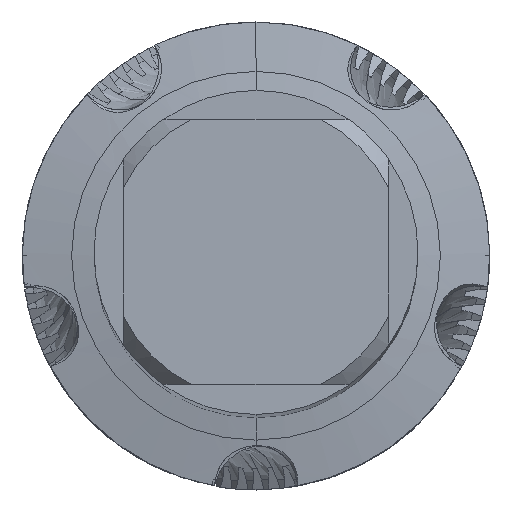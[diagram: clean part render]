
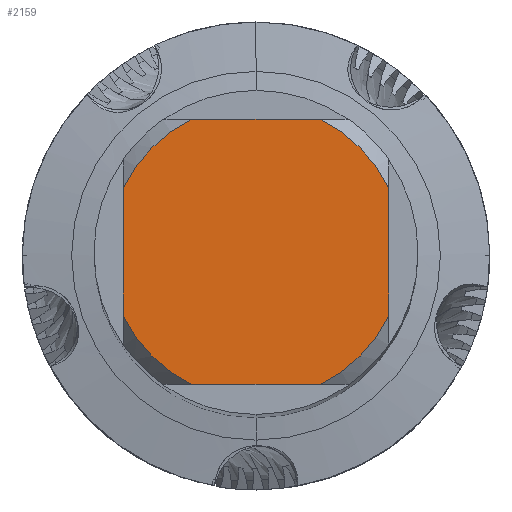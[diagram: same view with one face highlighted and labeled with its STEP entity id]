
A CAD part, top view. The second image highlights one B-rep face of the part: STEP entity #2159.
In plain terms, the highlighted planar face has unit normal (0, 0, 1).
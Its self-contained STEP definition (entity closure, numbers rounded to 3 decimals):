
#2159=ADVANCED_FACE('',(#6167),#6168,.T.);
#2503=EDGE_CURVE('',#4505,#3751,#6535,.T.);
#2577=EDGE_CURVE('',#4129,#2687,#6617,.T.);
#2687=VERTEX_POINT('',#6735);
#2701=EDGE_CURVE('',#4129,#4511,#6749,.T.);
#3059=VERTEX_POINT('',#7133);
#3235=VERTEX_POINT('',#7321);
#3499=VERTEX_POINT('',#7603);
#3599=EDGE_CURVE('',#4505,#3499,#7712,.T.);
#3617=EDGE_CURVE('',#3235,#4511,#7732,.T.);
#3751=VERTEX_POINT('',#7878);
#3951=EDGE_CURVE('',#3059,#3751,#8100,.T.);
#4129=VERTEX_POINT('',#8298);
#4505=VERTEX_POINT('',#8708);
#4511=VERTEX_POINT('',#8714);
#4947=EDGE_CURVE('',#3235,#3499,#9192,.T.);
#5879=EDGE_CURVE('',#3059,#2687,#10204,.T.);
#6167=FACE_OUTER_BOUND('',#11273,.T.);
#6168=PLANE('',#11274);
#6535=CIRCLE('',#12884,10.0);
#6617=LINE('',#13811,#13812);
#6735=CARTESIAN_POINT('',(-4.359,9.0,0.0));
#6749=CIRCLE('',#14109,10.0);
#7133=CARTESIAN_POINT('',(-9.0,4.359,0.0));
#7321=CARTESIAN_POINT('',(9.0,-4.359,0.0));
#7603=CARTESIAN_POINT('',(4.359,-9.0,0.0));
#7712=LINE('',#18278,#18279);
#7732=LINE('',#18410,#18411);
#7878=CARTESIAN_POINT('',(-9.0,-4.359,0.0));
#8100=LINE('',#19702,#19703);
#8298=CARTESIAN_POINT('',(4.359,9.0,0.0));
#8708=CARTESIAN_POINT('',(-4.359,-9.0,0.0));
#8714=CARTESIAN_POINT('',(9.0,4.359,0.0));
#9192=CIRCLE('',#23827,10.0);
#10204=CIRCLE('',#27554,10.0);
#11273=EDGE_LOOP('',(#28335,#28336,#28337,#28338,#28339,#28340,#28341,#28342));
#11274=AXIS2_PLACEMENT_3D('',#28343,#28344,#28345);
#12884=AXIS2_PLACEMENT_3D('',#28638,#28639,#28640);
#13811=CARTESIAN_POINT('',(0.0,9.0,0.0));
#13812=VECTOR('',#28822,1.0);
#14109=AXIS2_PLACEMENT_3D('',#28921,#28922,#28923);
#18278=CARTESIAN_POINT('',(0.0,-9.0,0.0));
#18279=VECTOR('',#29763,1.0);
#18410=CARTESIAN_POINT('',(9.0,2.5,0.0));
#18411=VECTOR('',#29777,1.0);
#19702=CARTESIAN_POINT('',(-9.0,2.5,0.0));
#19703=VECTOR('',#30148,1.0);
#23827=AXIS2_PLACEMENT_3D('',#31242,#31243,#31244);
#27554=AXIS2_PLACEMENT_3D('',#32138,#32139,#32140);
#28335=ORIENTED_EDGE('',*,*,#3951,.T.);
#28336=ORIENTED_EDGE('',*,*,#2503,.F.);
#28337=ORIENTED_EDGE('',*,*,#3599,.T.);
#28338=ORIENTED_EDGE('',*,*,#4947,.F.);
#28339=ORIENTED_EDGE('',*,*,#3617,.T.);
#28340=ORIENTED_EDGE('',*,*,#2701,.F.);
#28341=ORIENTED_EDGE('',*,*,#2577,.T.);
#28342=ORIENTED_EDGE('',*,*,#5879,.F.);
#28343=CARTESIAN_POINT('',(0.0,5.0,0.0));
#28344=DIRECTION('',(-0.0,0.0,1.0));
#28345=DIRECTION('',(0.0,-1.0,0.0));
#28638=CARTESIAN_POINT('',(0.0,0.0,0.0));
#28639=DIRECTION('',(0.0,0.0,-1.0));
#28640=DIRECTION('',(0.0,1.0,0.0));
#28822=DIRECTION('',(-1.0,0.0,0.0));
#28921=CARTESIAN_POINT('',(0.0,0.0,0.0));
#28922=DIRECTION('',(0.0,0.0,-1.0));
#28923=DIRECTION('',(0.0,1.0,0.0));
#29763=DIRECTION('',(1.0,0.0,0.0));
#29777=DIRECTION('',(-0.0,1.0,0.0));
#30148=DIRECTION('',(-0.0,-1.0,0.0));
#31242=CARTESIAN_POINT('',(0.0,0.0,0.0));
#31243=DIRECTION('',(0.0,0.0,-1.0));
#31244=DIRECTION('',(0.0,1.0,0.0));
#32138=CARTESIAN_POINT('',(0.0,0.0,0.0));
#32139=DIRECTION('',(0.0,0.0,-1.0));
#32140=DIRECTION('',(0.0,1.0,0.0));
